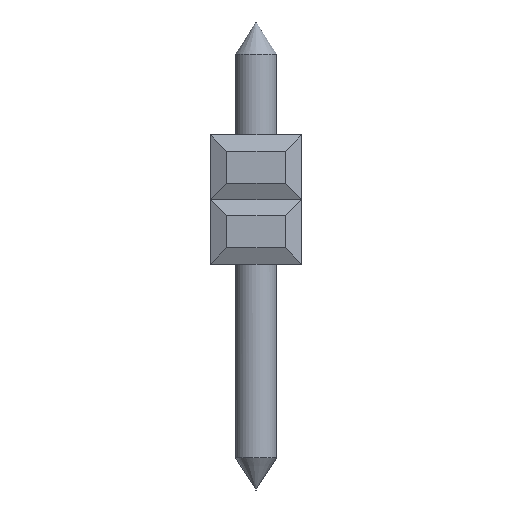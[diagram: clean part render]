
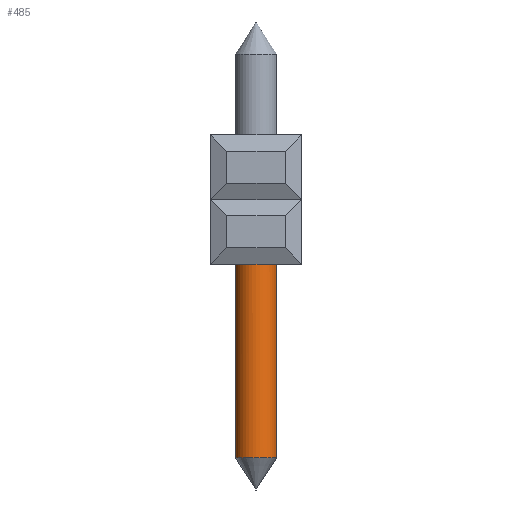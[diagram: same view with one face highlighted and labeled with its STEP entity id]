
A CAD part, left-side view. The second image highlights one B-rep face of the part: STEP entity #485.
In plain terms, the highlighted cylindrical face has radius 0.65 mm (diameter 1.3 mm), a full revolution.
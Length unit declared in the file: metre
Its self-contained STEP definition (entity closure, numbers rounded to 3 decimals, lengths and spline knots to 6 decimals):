
#485=ADVANCED_FACE('',(#1371,#1372),#1373,.T.);
#1371=FACE_OUTER_BOUND('',#2732,.T.);
#1372=FACE_OUTER_BOUND('',#2733,.T.);
#1373=CYLINDRICAL_SURFACE('',#2734,0.00065);
#2732=EDGE_LOOP('',(#4165));
#2733=EDGE_LOOP('',(#4166));
#2734=AXIS2_PLACEMENT_3D('',#4167,#4168,#4169);
#4165=ORIENTED_EDGE('',*,*,#7609,.F.);
#4166=ORIENTED_EDGE('',*,*,#7610,.F.);
#4167=CARTESIAN_POINT('',(-0.00435,-0.03326,0.0005));
#4168=DIRECTION('',(0.0,0.,-1.0));
#4169=DIRECTION('',(-1.0,0.0,0.0));
#7609=EDGE_CURVE('',#9018,#9018,#9019,.T.);
#7610=EDGE_CURVE('',#9020,#9020,#9021,.T.);
#9018=VERTEX_POINT('',#10953);
#9019=CIRCLE('',#10954,0.00065);
#9020=VERTEX_POINT('',#10955);
#9021=CIRCLE('',#10956,0.00065);
#10953=CARTESIAN_POINT('',(-0.00396,-0.03274,-0.01));
#10954=AXIS2_PLACEMENT_3D('',#13646,#13647,#13648);
#10955=CARTESIAN_POINT('',(-0.00435,-0.03391,-0.0038));
#10956=AXIS2_PLACEMENT_3D('',#13649,#13650,#13651);
#13646=CARTESIAN_POINT('',(-0.00435,-0.03326,-0.01));
#13647=DIRECTION('',(0.,0.,-1.0));
#13648=DIRECTION('',(0.6,0.8,0.));
#13649=CARTESIAN_POINT('',(-0.00435,-0.03326,-0.0038));
#13650=DIRECTION('',(0.0,0.,1.0));
#13651=DIRECTION('',(0.0,-1.0,0.));
